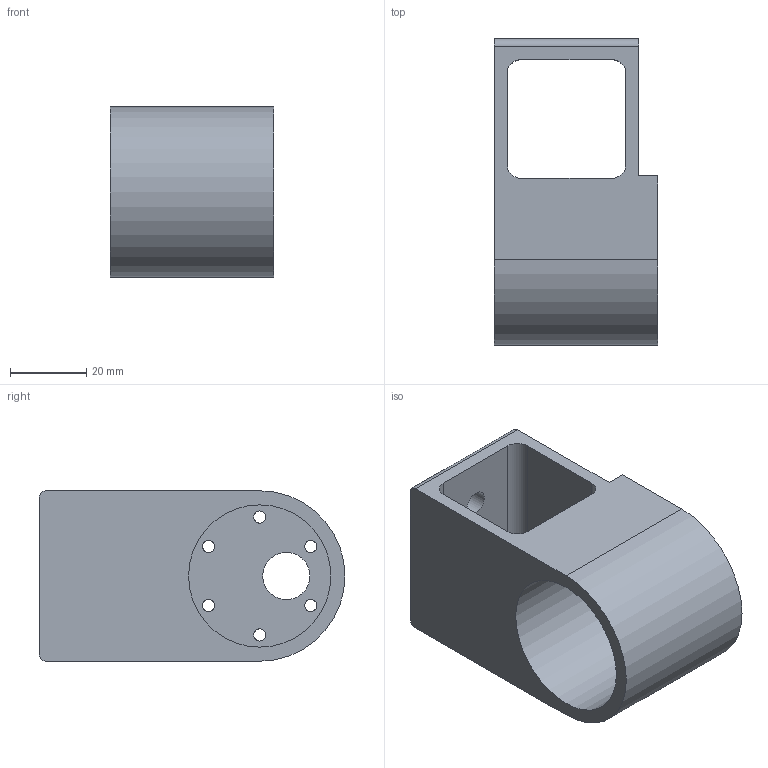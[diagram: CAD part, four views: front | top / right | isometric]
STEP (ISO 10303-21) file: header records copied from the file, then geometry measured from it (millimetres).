
FILE_DESCRIPTION(('FreeCAD Model'),'2;1');
FILE_NAME('Open CASCADE Shape Model','2026-02-25T14:11:42',('Author'),( ''),'Open CASCADE STEP processor 7.8','FreeCAD','Unknown');
FILE_SCHEMA(('AUTOMOTIVE_DESIGN { 1 0 10303 214 1 1 1 1 }'));
Length unit declared in the file: millimetre
Products named in the file (1): ExtMotorHolder
Bounding box: 43 x 80.4 x 44.8 mm (x, y, z)
Volume: 49507.1 mm3; surface area: 24388.3 mm2
Topology: 1 solids, 1 shells, 35 faces, 90 edges, 58 vertices
Faces by surface type: cylinder 17, plane 12, cone 6
Full cylindrical faces by diameter (mm): 3.2 x6, 6.4 x2, 12.4 x1, 37.4 x1
Entity records: 3052 total; most frequent: CARTESIAN_POINT 2128, DIRECTION 184, ORIENTED_EDGE 180, EDGE_CURVE 90, AXIS2_PLACEMENT_3D 70, VERTEX_POINT 58, FACE_BOUND 56, EDGE_LOOP 56
